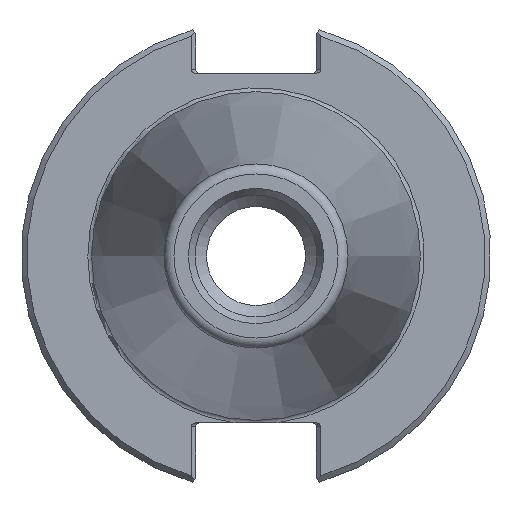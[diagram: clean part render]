
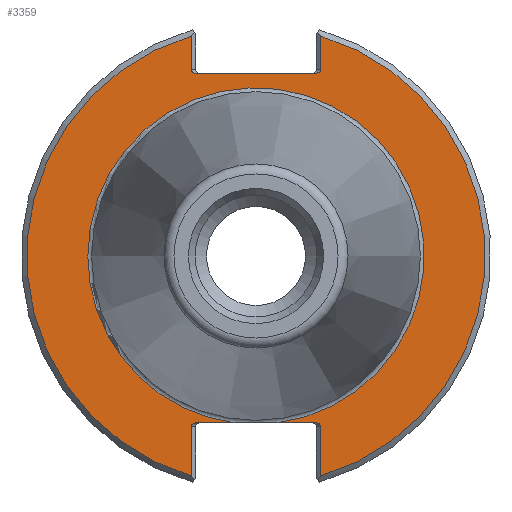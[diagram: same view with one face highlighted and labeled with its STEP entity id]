
A CAD part, left-side view. The second image highlights one B-rep face of the part: STEP entity #3359.
In plain terms, the highlighted planar face has unit normal (-1, 0, 0).
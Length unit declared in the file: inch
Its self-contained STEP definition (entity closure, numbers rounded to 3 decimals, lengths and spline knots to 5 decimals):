
#2417=CARTESIAN_POINT('',(0.125,0.345,0.992));
#2418=VERTEX_POINT('',#2417);
#2425=CARTESIAN_POINT('',(0.125,0.31672,0.972));
#2426=VERTEX_POINT('',#2425);
#2427=CARTESIAN_POINT('',(0.125,0.31672,0.992));
#2428=DIRECTION('',(-1.0,0.0,0.0));
#2429=DIRECTION('',(0.0,1.0,0.0));
#2430=AXIS2_PLACEMENT_3D('',#2427,#2428,#2429);
#2431=ELLIPSE('',#2430,0.02828,0.02);
#2432=EDGE_CURVE('',#2418,#2426,#2431,.T.);
#2517=CARTESIAN_POINT('',(0.125,0.345,1.1702));
#2518=VERTEX_POINT('',#2517);
#2525=CARTESIAN_POINT('',(0.125,0.345,1.1702));
#2526=DIRECTION('',(0.0,0.0,-1.0));
#2527=VECTOR('',#2526,0.1782);
#2528=LINE('',#2525,#2527);
#2529=EDGE_CURVE('',#2518,#2418,#2528,.T.);
#2629=CARTESIAN_POINT('',(0.125,-0.31672,0.972));
#2630=VERTEX_POINT('',#2629);
#2637=CARTESIAN_POINT('',(0.125,-0.345,0.992));
#2638=VERTEX_POINT('',#2637);
#2639=CARTESIAN_POINT('',(0.125,-0.31672,0.992));
#2640=DIRECTION('',(-1.0,0.0,0.0));
#2641=DIRECTION('',(0.0,-1.0,0.0));
#2642=AXIS2_PLACEMENT_3D('',#2639,#2640,#2641);
#2643=ELLIPSE('',#2642,0.02828,0.02);
#2644=EDGE_CURVE('',#2630,#2638,#2643,.T.);
#2694=CARTESIAN_POINT('',(0.125,-0.345,1.1702));
#2695=VERTEX_POINT('',#2694);
#2696=CARTESIAN_POINT('',(0.125,-0.345,0.992));
#2697=DIRECTION('',(0.0,0.0,1.0));
#2698=VECTOR('',#2697,0.1782);
#2699=LINE('',#2696,#2698);
#2700=EDGE_CURVE('',#2638,#2695,#2699,.T.);
#2718=CARTESIAN_POINT('',(0.125,-0.345,-0.908));
#2719=VERTEX_POINT('',#2718);
#2720=CARTESIAN_POINT('',(0.125,-0.31672,-0.888));
#2721=VERTEX_POINT('',#2720);
#2722=CARTESIAN_POINT('',(0.125,-0.31672,-0.908));
#2723=DIRECTION('',(-1.0,0.0,0.0));
#2724=DIRECTION('',(0.0,-1.0,0.0));
#2725=AXIS2_PLACEMENT_3D('',#2722,#2723,#2724);
#2726=ELLIPSE('',#2725,0.02828,0.02);
#2727=EDGE_CURVE('',#2719,#2721,#2726,.T.);
#2825=CARTESIAN_POINT('',(0.125,-0.345,-1.1702));
#2826=VERTEX_POINT('',#2825);
#2833=CARTESIAN_POINT('',(0.125,-0.345,-1.1702));
#2834=DIRECTION('',(0.0,0.0,1.0));
#2835=VECTOR('',#2834,0.2622);
#2836=LINE('',#2833,#2835);
#2837=EDGE_CURVE('',#2826,#2719,#2836,.T.);
#2937=CARTESIAN_POINT('',(0.125,0.31672,-0.888));
#2938=VERTEX_POINT('',#2937);
#2945=CARTESIAN_POINT('',(0.125,0.345,-0.908));
#2946=VERTEX_POINT('',#2945);
#2947=CARTESIAN_POINT('',(0.125,0.31672,-0.908));
#2948=DIRECTION('',(-1.0,0.0,0.0));
#2949=DIRECTION('',(0.0,1.0,0.0));
#2950=AXIS2_PLACEMENT_3D('',#2947,#2948,#2949);
#2951=ELLIPSE('',#2950,0.02828,0.02);
#2952=EDGE_CURVE('',#2938,#2946,#2951,.T.);
#3002=CARTESIAN_POINT('',(0.125,0.345,-1.1702));
#3003=VERTEX_POINT('',#3002);
#3004=CARTESIAN_POINT('',(0.125,0.345,-0.908));
#3005=DIRECTION('',(0.0,0.0,-1.0));
#3006=VECTOR('',#3005,0.2622);
#3007=LINE('',#3004,#3006);
#3008=EDGE_CURVE('',#2946,#3003,#3007,.T.);
#3075=CARTESIAN_POINT('',(0.125,0.31672,0.972));
#3076=DIRECTION('',(0.0,-1.0,0.0));
#3077=VECTOR('',#3076,0.63343);
#3078=LINE('',#3075,#3077);
#3079=EDGE_CURVE('',#2426,#2630,#3078,.T.);
#3277=CARTESIAN_POINT('',(0.125,-0.11172,-0.888));
#3278=VERTEX_POINT('',#3277);
#3279=CARTESIAN_POINT('',(0.125,0.11172,-0.888));
#3280=VERTEX_POINT('',#3279);
#3295=CARTESIAN_POINT('',(0.125,0.,0.0));
#3296=DIRECTION('',(-1.0,0.0,0.0));
#3297=DIRECTION('',(0.0,-1.0,0.0));
#3298=AXIS2_PLACEMENT_3D('',#3295,#3296,#3297);
#3299=CIRCLE('',#3298,0.895);
#3300=EDGE_CURVE('',#3278,#3280,#3299,.T.);
#3316=CARTESIAN_POINT('',(0.125,1.0625,0.0));
#3317=DIRECTION('',(-1.0,0.0,0.0));
#3318=DIRECTION('',(0.0,0.0,1.0));
#3319=AXIS2_PLACEMENT_3D('',#3316,#3317,#3318);
#3320=PLANE('',#3319);
#3321=ORIENTED_EDGE('',*,*,#3300,.F.);
#3322=CARTESIAN_POINT('',(0.125,-0.31672,-0.888));
#3323=DIRECTION('',(0.0,1.0,0.0));
#3324=VECTOR('',#3323,0.205);
#3325=LINE('',#3322,#3324);
#3326=EDGE_CURVE('',#2721,#3278,#3325,.T.);
#3327=ORIENTED_EDGE('',*,*,#3326,.F.);
#3328=ORIENTED_EDGE('',*,*,#2727,.F.);
#3329=ORIENTED_EDGE('',*,*,#2837,.F.);
#3330=CARTESIAN_POINT('',(0.125,0.,0.0));
#3331=DIRECTION('',(1.0,0.0,0.0));
#3332=DIRECTION('',(0.0,-1.0,0.0));
#3333=AXIS2_PLACEMENT_3D('',#3330,#3331,#3332);
#3334=CIRCLE('',#3333,1.22);
#3335=EDGE_CURVE('',#2695,#2826,#3334,.T.);
#3336=ORIENTED_EDGE('',*,*,#3335,.F.);
#3337=ORIENTED_EDGE('',*,*,#2700,.F.);
#3338=ORIENTED_EDGE('',*,*,#2644,.F.);
#3339=ORIENTED_EDGE('',*,*,#3079,.F.);
#3340=ORIENTED_EDGE('',*,*,#2432,.F.);
#3341=ORIENTED_EDGE('',*,*,#2529,.F.);
#3342=CARTESIAN_POINT('',(0.125,0.,0.0));
#3343=DIRECTION('',(1.0,0.0,0.0));
#3344=DIRECTION('',(0.0,1.0,0.0));
#3345=AXIS2_PLACEMENT_3D('',#3342,#3343,#3344);
#3346=CIRCLE('',#3345,1.22);
#3347=EDGE_CURVE('',#3003,#2518,#3346,.T.);
#3348=ORIENTED_EDGE('',*,*,#3347,.F.);
#3349=ORIENTED_EDGE('',*,*,#3008,.F.);
#3350=ORIENTED_EDGE('',*,*,#2952,.F.);
#3351=CARTESIAN_POINT('',(0.125,0.11172,-0.888));
#3352=DIRECTION('',(0.0,1.0,0.0));
#3353=VECTOR('',#3352,0.205);
#3354=LINE('',#3351,#3353);
#3355=EDGE_CURVE('',#3280,#2938,#3354,.T.);
#3356=ORIENTED_EDGE('',*,*,#3355,.F.);
#3357=EDGE_LOOP('',(#3321,#3327,#3328,#3329,#3336,#3337,#3338,#3339,#3340,#3341,#3348,#3349,#3350,#3356));
#3358=FACE_OUTER_BOUND('',#3357,.T.);
#3359=ADVANCED_FACE('',(#3358),#3320,.T.);
